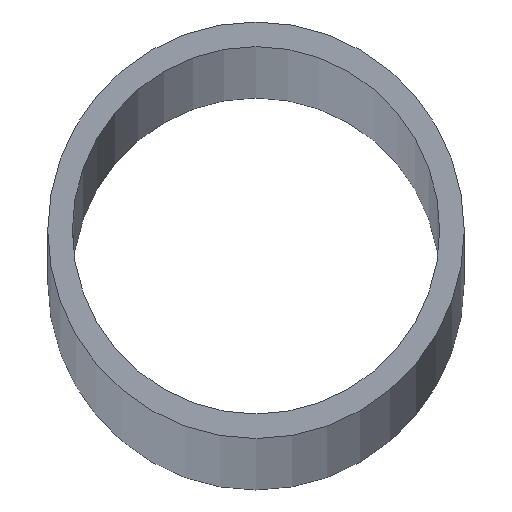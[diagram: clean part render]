
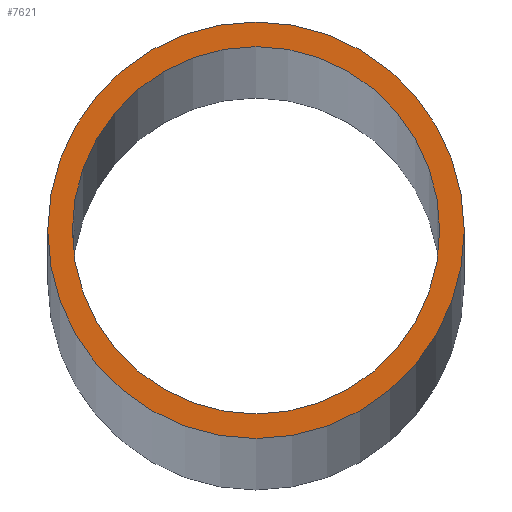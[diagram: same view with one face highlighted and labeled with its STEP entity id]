
A CAD part, top view. The second image highlights one B-rep face of the part: STEP entity #7621.
In plain terms, the highlighted planar face has unit normal (0, 0, 1).
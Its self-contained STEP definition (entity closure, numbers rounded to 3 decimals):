
#977 = AXIS2_PLACEMENT_3D ( 'NONE', #8742, #1376, #7711 ) ;
#1376 = DIRECTION ( 'NONE',  ( 0., 0., 1. ) ) ;
#1406 = VERTEX_POINT ( 'NONE', #10071 ) ;
#1893 = DIRECTION ( 'NONE',  ( 0., 0., 1. ) ) ;
#2072 = EDGE_LOOP ( 'NONE', ( #5463 ) ) ;
#2819 = DIRECTION ( 'NONE',  ( 1., 0., 0. ) ) ;
#3258 = EDGE_CURVE ( 'NONE', #1406, #1406, #4081, .T. ) ;
#4081 = CIRCLE ( 'NONE', #977, 21.2 ) ;
#4975 = ORIENTED_EDGE ( 'NONE', *, *, #7096, .F. ) ;
#5157 = DIRECTION ( 'NONE',  ( 1., 0., 0. ) ) ;
#5463 = ORIENTED_EDGE ( 'NONE', *, *, #3258, .T. ) ;
#6346 = AXIS2_PLACEMENT_3D ( 'NONE', #7151, #1893, #5157 ) ;
#7096 = EDGE_CURVE ( 'NONE', #12659, #12659, #12233, .T. ) ;
#7151 = CARTESIAN_POINT ( 'NONE',  ( 0., 0., 1500. ) ) ;
#7621 = ADVANCED_FACE ( 'NONE', ( #13595, #13934 ), #13531, .T. ) ;
#7711 = DIRECTION ( 'NONE',  ( 1., 0., 0. ) ) ;
#7768 = EDGE_LOOP ( 'NONE', ( #4975 ) ) ;
#8249 = CARTESIAN_POINT ( 'NONE',  ( 0., 0., 1500. ) ) ;
#8742 = CARTESIAN_POINT ( 'NONE',  ( 0., 0., 1500. ) ) ;
#9416 = AXIS2_PLACEMENT_3D ( 'NONE', #8249, #11378, #2819 ) ;
#10071 = CARTESIAN_POINT ( 'NONE',  ( 21.2, 0., 1500. ) ) ;
#10164 = CARTESIAN_POINT ( 'NONE',  ( 18.7, 0., 1500. ) ) ;
#11378 = DIRECTION ( 'NONE',  ( 0., 0., 1. ) ) ;
#12233 = CIRCLE ( 'NONE', #6346, 18.7 ) ;
#12659 = VERTEX_POINT ( 'NONE', #10164 ) ;
#13531 = PLANE ( 'NONE',  #9416 ) ;
#13595 = FACE_OUTER_BOUND ( 'NONE', #2072, .T. ) ;
#13934 = FACE_BOUND ( 'NONE', #7768, .T. ) ;
